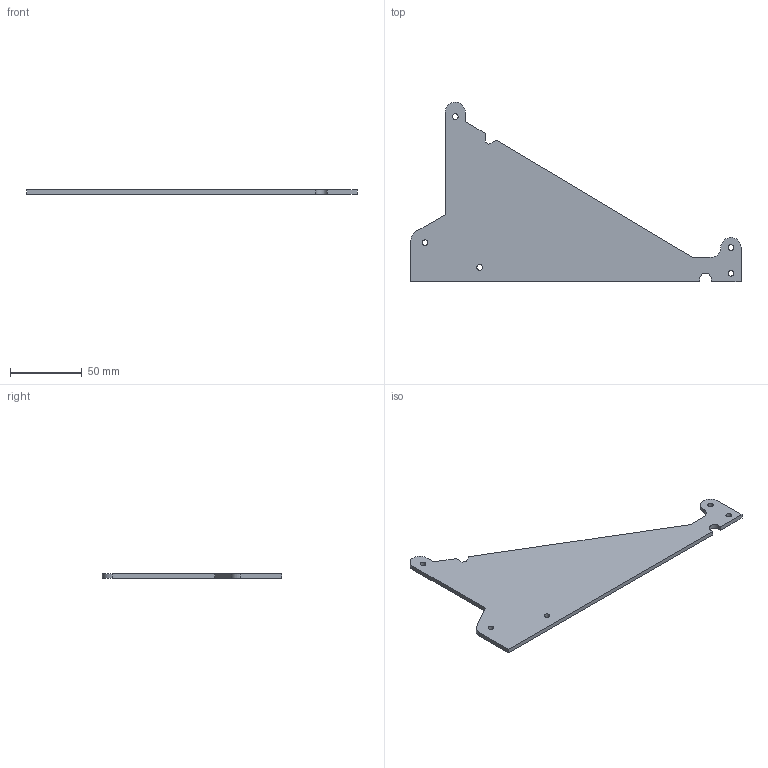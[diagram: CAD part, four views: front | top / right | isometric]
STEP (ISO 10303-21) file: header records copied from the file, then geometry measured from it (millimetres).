
FILE_DESCRIPTION(/* description */ (''),/* implementation_level */ '2;1');
FILE_NAME(/* name */ 'BR-01-linerail.stp',/* time_stamp */ '2021-07-14T21:43:39+01:00',/* author */ ('hobly'),/* organization */ (''),/* preprocessor_version */ 'ST-DEVELOPER v18',/* originating_system */ 'Autodesk Inventor 2020',/* authorisation */ '');
FILE_SCHEMA (('AUTOMOTIVE_DESIGN { 1 0 10303 214 3 1 1 }'));
Length unit declared in the file: millimetre
Products named in the file (1): 5linerail
Bounding box: 230.53 x 125.3 x 3 mm (x, y, z)
Volume: 40592.9 mm3; surface area: 29228.9 mm2
Topology: 1 solids, 1 shells, 27 faces, 75 edges, 50 vertices
Faces by surface type: plane 17, cylinder 10
Full cylindrical faces by diameter (mm): 4 x5
Entity records: 930 total; most frequent: CARTESIAN_POINT 153, DIRECTION 151, ORIENTED_EDGE 150, EDGE_CURVE 75, LINE 55, VECTOR 55, VERTEX_POINT 50, AXIS2_PLACEMENT_3D 48
